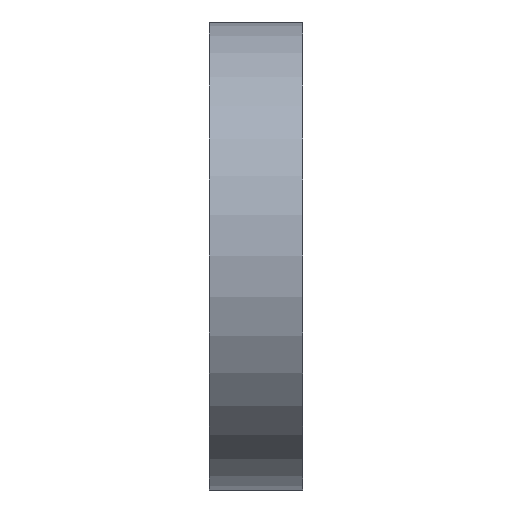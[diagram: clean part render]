
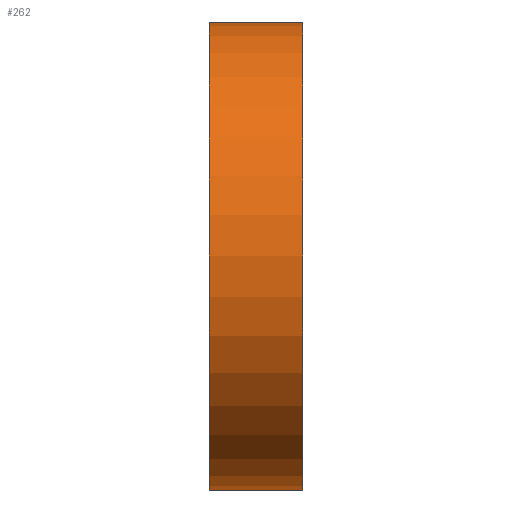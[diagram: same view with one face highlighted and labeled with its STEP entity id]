
A CAD part, left-side view. The second image highlights one B-rep face of the part: STEP entity #262.
In plain terms, the highlighted cylindrical face has radius 63.5 mm (diameter 127 mm), a partial arc.
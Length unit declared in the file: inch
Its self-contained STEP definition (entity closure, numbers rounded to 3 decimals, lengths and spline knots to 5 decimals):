
#21=CARTESIAN_POINT('',(-20.,0.,0.));
#22=DIRECTION('',(0.,1.,0.));
#23=DIRECTION('',(0.,0.,-1.));
#24=AXIS2_PLACEMENT_3D('',#21,#22,#23);
#67=CARTESIAN_POINT('',(-20.,1.,0.));
#68=DIRECTION('',(0.,1.,0.));
#69=DIRECTION('',(0.,0.,-1.));
#70=AXIS2_PLACEMENT_3D('',#67,#68,#69);
#93=DIRECTION('',(0.,1.,0.));
#94=VECTOR('',#93,1.);
#95=CARTESIAN_POINT('',(-20.,0.,-2.5));
#96=LINE('',#95,#94);
#105=DIRECTION('',(0.,1.,0.));
#106=VECTOR('',#105,1.);
#107=CARTESIAN_POINT('',(-20.,0.,2.5));
#108=LINE('',#107,#106);
#117=CARTESIAN_POINT('',(-20.,0.,-2.5));
#118=CARTESIAN_POINT('',(-20.,0.,2.5));
#119=VERTEX_POINT('',#117);
#120=VERTEX_POINT('',#118);
#133=CARTESIAN_POINT('',(-20.,1.,-2.5));
#134=CARTESIAN_POINT('',(-20.,1.,2.5));
#135=VERTEX_POINT('',#133);
#136=VERTEX_POINT('',#134);
#249=CARTESIAN_POINT('',(-20.,0.,0.));
#250=DIRECTION('',(0.,1.,0.));
#251=DIRECTION('',(1.,0.,0.));
#252=AXIS2_PLACEMENT_3D('',#249,#250,#251);
#253=CYLINDRICAL_SURFACE('',#252,2.5);
#254=ORIENTED_EDGE('',*,*,#146,.F.);
#256=ORIENTED_EDGE('',*,*,#255,.T.);
#257=ORIENTED_EDGE('',*,*,#202,.T.);
#259=ORIENTED_EDGE('',*,*,#258,.F.);
#260=EDGE_LOOP('',(#254,#256,#257,#259));
#261=FACE_OUTER_BOUND('',#260,.F.);
#262=ADVANCED_FACE('',(#261),#253,.T.);
#25=CIRCLE('',#24,2.5);
#71=CIRCLE('',#70,2.5);
#146=EDGE_CURVE('',#119,#120,#25,.T.);
#202=EDGE_CURVE('',#135,#136,#71,.T.);
#255=EDGE_CURVE('',#119,#135,#96,.T.);
#258=EDGE_CURVE('',#120,#136,#108,.T.);
